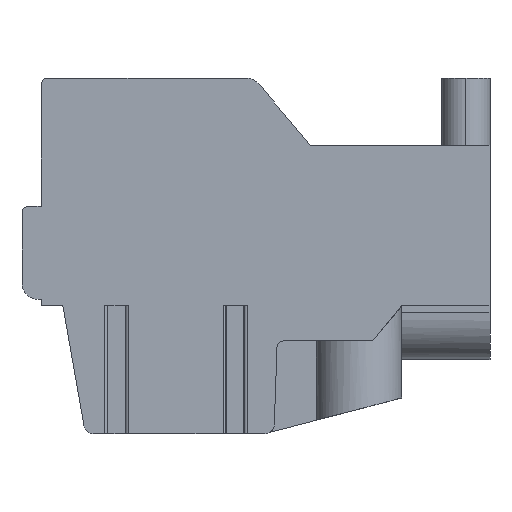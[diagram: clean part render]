
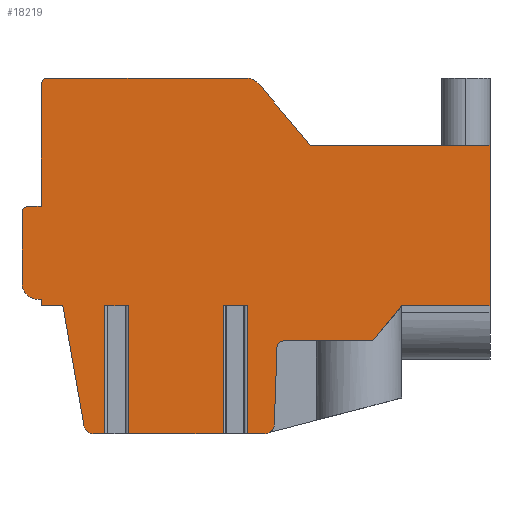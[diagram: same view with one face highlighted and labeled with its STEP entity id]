
A CAD part, front view. The second image highlights one B-rep face of the part: STEP entity #18219.
In plain terms, the highlighted planar face has unit normal (0, -1, 0).
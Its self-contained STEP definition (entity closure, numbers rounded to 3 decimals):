
#1=DIRECTION('',(1.,0.,0.));
#2=VECTOR('',#1,0.746);
#3=CARTESIAN_POINT('',(-12.023,0.,-7.186));
#4=LINE('',#3,#2);
#5=DIRECTION('',(0.,0.,-1.));
#6=VECTOR('',#5,4.);
#7=CARTESIAN_POINT('',(-12.023,0.,-7.186));
#8=LINE('',#7,#6);
#9=DIRECTION('',(-1.,0.,0.));
#10=VECTOR('',#9,0.348);
#11=CARTESIAN_POINT('',(-12.023,0.,-11.186));
#12=LINE('',#11,#10);
#13=CARTESIAN_POINT('',(-12.371,0.,-10.886));
#14=DIRECTION('',(0.,1.,0.));
#15=DIRECTION('',(0.,0.,-1.));
#16=AXIS2_PLACEMENT_3D('',#13,#14,#15);
#18=DIRECTION('',(-0.174,0.,0.985));
#19=VECTOR('',#18,3.81);
#20=CARTESIAN_POINT('',(-12.667,0.,-10.938));
#21=LINE('',#20,#19);
#22=DIRECTION('',(-1.,0.,0.));
#23=VECTOR('',#22,0.672);
#24=CARTESIAN_POINT('',(-13.328,0.,-7.186));
#25=LINE('',#24,#23);
#26=DIRECTION('',(0.,0.,1.));
#27=VECTOR('',#26,0.2);
#28=CARTESIAN_POINT('',(-14.,0.,-7.186));
#29=LINE('',#28,#27);
#30=DIRECTION('',(-1.,0.,0.));
#31=VECTOR('',#30,0.1);
#32=CARTESIAN_POINT('',(-14.,0.,-6.986));
#33=LINE('',#32,#31);
#34=CARTESIAN_POINT('',(-14.1,0.,-6.486));
#35=DIRECTION('',(0.,1.,0.));
#36=DIRECTION('',(0.,0.,-1.));
#37=AXIS2_PLACEMENT_3D('',#34,#35,#36);
#39=DIRECTION('',(0.,0.,1.));
#40=VECTOR('',#39,2.2);
#41=CARTESIAN_POINT('',(-14.6,0.,-6.486));
#42=LINE('',#41,#40);
#43=CARTESIAN_POINT('',(-14.4,0.,-4.286));
#44=DIRECTION('',(0.,1.,0.));
#45=DIRECTION('',(-1.,0.,0.));
#46=AXIS2_PLACEMENT_3D('',#43,#44,#45);
#48=DIRECTION('',(1.,0.,0.));
#49=VECTOR('',#48,0.4);
#50=CARTESIAN_POINT('',(-14.4,0.,-4.086));
#51=LINE('',#50,#49);
#52=DIRECTION('',(0.,0.,1.));
#53=VECTOR('',#52,3.8);
#54=CARTESIAN_POINT('',(-14.,0.,-4.086));
#55=LINE('',#54,#53);
#56=CARTESIAN_POINT('',(-13.8,0.,-0.286));
#57=DIRECTION('',(0.,1.,0.));
#58=DIRECTION('',(-1.,0.,0.));
#59=AXIS2_PLACEMENT_3D('',#56,#57,#58);
#61=DIRECTION('',(1.,0.,0.));
#62=VECTOR('',#61,6.205);
#63=CARTESIAN_POINT('',(-13.8,0.,-0.086));
#64=LINE('',#63,#62);
#65=CARTESIAN_POINT('',(-7.595,0.,-0.586));
#66=DIRECTION('',(0.,1.,0.));
#67=DIRECTION('',(0.,0.,1.));
#68=AXIS2_PLACEMENT_3D('',#65,#66,#67);
#70=DIRECTION('',(0.643,0.,-0.766));
#71=VECTOR('',#70,2.508);
#72=CARTESIAN_POINT('',(-7.212,0.,-0.264));
#73=LINE('',#72,#71);
#74=DIRECTION('',(1.,0.,0.));
#75=VECTOR('',#74,5.6);
#76=CARTESIAN_POINT('',(-5.6,0.,-2.186));
#77=LINE('',#76,#75);
#78=DIRECTION('',(0.,0.,-1.));
#79=VECTOR('',#78,5.);
#80=CARTESIAN_POINT('',(0.,0.,-2.186));
#81=LINE('',#80,#79);
#82=DIRECTION('',(-1.,0.,0.));
#83=VECTOR('',#82,2.75);
#84=CARTESIAN_POINT('',(0.,0.,-7.186));
#85=LINE('',#84,#83);
#86=DIRECTION('',(-0.635,0.,-0.773));
#87=VECTOR('',#86,1.423);
#88=CARTESIAN_POINT('',(-2.75,0.,-7.186));
#89=LINE('',#88,#87);
#90=DIRECTION('',(-1.,0.,0.));
#91=VECTOR('',#90,2.792);
#92=CARTESIAN_POINT('',(-3.653,0.,-8.286));
#93=LINE('',#92,#91);
#94=CARTESIAN_POINT('',(-6.445,0.,-8.486));
#95=DIRECTION('',(0.,-1.,0.));
#96=DIRECTION('',(0.,0.,1.));
#97=AXIS2_PLACEMENT_3D('',#94,#95,#96);
#99=DIRECTION('',(-0.035,0.,-0.999));
#100=VECTOR('',#99,2.419);
#101=CARTESIAN_POINT('',(-6.645,0.,-8.479));
#102=LINE('',#101,#100);
#103=CARTESIAN_POINT('',(-7.029,0.,-10.886));
#104=DIRECTION('',(0.,1.,0.));
#105=DIRECTION('',(0.999,0.,-0.035));
#106=AXIS2_PLACEMENT_3D('',#103,#104,#105);
#108=DIRECTION('',(-1.,0.,0.));
#109=VECTOR('',#108,0.547);
#110=CARTESIAN_POINT('',(-7.029,0.,-11.186));
#111=LINE('',#110,#109);
#112=DIRECTION('',(0.,0.,-1.));
#113=VECTOR('',#112,4.);
#114=CARTESIAN_POINT('',(-7.577,0.,-7.186));
#115=LINE('',#114,#113);
#116=DIRECTION('',(1.,0.,0.));
#117=VECTOR('',#116,0.746);
#118=CARTESIAN_POINT('',(-8.323,0.,-7.186));
#119=LINE('',#118,#117);
#120=DIRECTION('',(0.,0.,-1.));
#121=VECTOR('',#120,4.);
#122=CARTESIAN_POINT('',(-8.323,0.,-7.186));
#123=LINE('',#122,#121);
#124=DIRECTION('',(-1.,0.,0.));
#125=VECTOR('',#124,2.954);
#126=CARTESIAN_POINT('',(-8.323,0.,-11.186));
#127=LINE('',#126,#125);
#128=DIRECTION('',(0.,0.,-1.));
#129=VECTOR('',#128,4.);
#130=CARTESIAN_POINT('',(-11.277,0.,-7.186));
#131=LINE('',#130,#129);
#14257=CARTESIAN_POINT('',(-14.6,0.,-6.486));
#14258=CARTESIAN_POINT('',(-14.6,0.,-4.286));
#14259=VERTEX_POINT('',#14257);
#14260=VERTEX_POINT('',#14258);
#14261=CARTESIAN_POINT('',(-14.4,0.,-4.086));
#14262=VERTEX_POINT('',#14261);
#14263=CARTESIAN_POINT('',(-14.,0.,-4.086));
#14264=VERTEX_POINT('',#14263);
#14265=CARTESIAN_POINT('',(-14.,0.,-0.286));
#14266=VERTEX_POINT('',#14265);
#14267=CARTESIAN_POINT('',(-13.8,0.,-0.086));
#14268=VERTEX_POINT('',#14267);
#14269=CARTESIAN_POINT('',(-7.595,0.,-0.086));
#14270=VERTEX_POINT('',#14269);
#14271=CARTESIAN_POINT('',(-7.212,0.,-0.264));
#14272=VERTEX_POINT('',#14271);
#14273=CARTESIAN_POINT('',(-5.6,0.,-2.186));
#14274=VERTEX_POINT('',#14273);
#14275=CARTESIAN_POINT('',(0.,0.,-2.186));
#14276=VERTEX_POINT('',#14275);
#14277=CARTESIAN_POINT('',(0.,0.,-7.186));
#14278=VERTEX_POINT('',#14277);
#14279=CARTESIAN_POINT('',(-2.75,0.,-7.186));
#14280=VERTEX_POINT('',#14279);
#14281=CARTESIAN_POINT('',(-3.653,0.,-8.286));
#14282=VERTEX_POINT('',#14281);
#14283=CARTESIAN_POINT('',(-6.445,0.,-8.286));
#14284=VERTEX_POINT('',#14283);
#14285=CARTESIAN_POINT('',(-6.645,0.,-8.479));
#14286=VERTEX_POINT('',#14285);
#14287=CARTESIAN_POINT('',(-6.73,0.,-10.896));
#14288=VERTEX_POINT('',#14287);
#14289=CARTESIAN_POINT('',(-7.029,0.,-11.186));
#14290=VERTEX_POINT('',#14289);
#14291=CARTESIAN_POINT('',(-12.371,0.,-11.186));
#14292=CARTESIAN_POINT('',(-12.667,0.,-10.938));
#14293=VERTEX_POINT('',#14291);
#14294=VERTEX_POINT('',#14292);
#14295=CARTESIAN_POINT('',(-13.328,0.,-7.186));
#14296=VERTEX_POINT('',#14295);
#14297=CARTESIAN_POINT('',(-14.,0.,-7.186));
#14298=VERTEX_POINT('',#14297);
#14299=CARTESIAN_POINT('',(-14.,0.,-6.986));
#14300=VERTEX_POINT('',#14299);
#14301=CARTESIAN_POINT('',(-14.1,0.,-6.986));
#14302=VERTEX_POINT('',#14301);
#14748=CARTESIAN_POINT('',(-12.023,0.,-7.186));
#14749=CARTESIAN_POINT('',(-11.277,0.,-7.186));
#14750=VERTEX_POINT('',#14748);
#14751=VERTEX_POINT('',#14749);
#14752=CARTESIAN_POINT('',(-8.323,0.,-7.186));
#14753=CARTESIAN_POINT('',(-7.577,0.,-7.186));
#14754=VERTEX_POINT('',#14752);
#14755=VERTEX_POINT('',#14753);
#14756=CARTESIAN_POINT('',(-11.277,0.,-11.186));
#14757=VERTEX_POINT('',#14756);
#14758=CARTESIAN_POINT('',(-12.023,0.,-11.186));
#14759=VERTEX_POINT('',#14758);
#14760=CARTESIAN_POINT('',(-8.323,0.,-11.186));
#14761=VERTEX_POINT('',#14760);
#14762=CARTESIAN_POINT('',(-7.577,0.,-11.186));
#14763=VERTEX_POINT('',#14762);
#18150=CARTESIAN_POINT('',(0.,0.,0.));
#18151=DIRECTION('',(0.,1.,0.));
#18152=DIRECTION('',(1.,0.,0.));
#18153=AXIS2_PLACEMENT_3D('',#18150,#18151,#18152);
#18154=PLANE('',#18153);
#18156=ORIENTED_EDGE('',*,*,#18155,.F.);
#18158=ORIENTED_EDGE('',*,*,#18157,.T.);
#18160=ORIENTED_EDGE('',*,*,#18159,.T.);
#18162=ORIENTED_EDGE('',*,*,#18161,.T.);
#18164=ORIENTED_EDGE('',*,*,#18163,.T.);
#18166=ORIENTED_EDGE('',*,*,#18165,.T.);
#18168=ORIENTED_EDGE('',*,*,#18167,.T.);
#18170=ORIENTED_EDGE('',*,*,#18169,.T.);
#18172=ORIENTED_EDGE('',*,*,#18171,.T.);
#18174=ORIENTED_EDGE('',*,*,#18173,.T.);
#18176=ORIENTED_EDGE('',*,*,#18175,.T.);
#18178=ORIENTED_EDGE('',*,*,#18177,.T.);
#18180=ORIENTED_EDGE('',*,*,#18179,.T.);
#18182=ORIENTED_EDGE('',*,*,#18181,.T.);
#18184=ORIENTED_EDGE('',*,*,#18183,.T.);
#18186=ORIENTED_EDGE('',*,*,#18185,.T.);
#18188=ORIENTED_EDGE('',*,*,#18187,.T.);
#18190=ORIENTED_EDGE('',*,*,#18189,.T.);
#18192=ORIENTED_EDGE('',*,*,#18191,.T.);
#18194=ORIENTED_EDGE('',*,*,#18193,.T.);
#18196=ORIENTED_EDGE('',*,*,#18195,.T.);
#18198=ORIENTED_EDGE('',*,*,#18197,.T.);
#18200=ORIENTED_EDGE('',*,*,#18199,.T.);
#18202=ORIENTED_EDGE('',*,*,#18201,.T.);
#18204=ORIENTED_EDGE('',*,*,#18203,.T.);
#18206=ORIENTED_EDGE('',*,*,#18205,.T.);
#18208=ORIENTED_EDGE('',*,*,#18207,.F.);
#18210=ORIENTED_EDGE('',*,*,#18209,.F.);
#18212=ORIENTED_EDGE('',*,*,#18211,.T.);
#18214=ORIENTED_EDGE('',*,*,#18213,.T.);
#18216=ORIENTED_EDGE('',*,*,#18215,.F.);
#18217=EDGE_LOOP('',(#18156,#18158,#18160,#18162,#18164,#18166,#18168,#18170,
#18172,#18174,#18176,#18178,#18180,#18182,#18184,#18186,#18188,#18190,#18192,
#18194,#18196,#18198,#18200,#18202,#18204,#18206,#18208,#18210,#18212,#18214,
#18216));
#18218=FACE_OUTER_BOUND('',#18217,.F.);
#18219=ADVANCED_FACE('',(#18218),#18154,.F.);
#17=CIRCLE('',#16,0.3);
#38=CIRCLE('',#37,0.5);
#47=CIRCLE('',#46,0.2);
#60=CIRCLE('',#59,0.2);
#69=CIRCLE('',#68,0.5);
#98=CIRCLE('',#97,0.2);
#107=CIRCLE('',#106,0.3);
#18155=EDGE_CURVE('',#14750,#14751,#4,.T.);
#18157=EDGE_CURVE('',#14750,#14759,#8,.T.);
#18159=EDGE_CURVE('',#14759,#14293,#12,.T.);
#18161=EDGE_CURVE('',#14293,#14294,#17,.T.);
#18163=EDGE_CURVE('',#14294,#14296,#21,.T.);
#18165=EDGE_CURVE('',#14296,#14298,#25,.T.);
#18167=EDGE_CURVE('',#14298,#14300,#29,.T.);
#18169=EDGE_CURVE('',#14300,#14302,#33,.T.);
#18171=EDGE_CURVE('',#14302,#14259,#38,.T.);
#18173=EDGE_CURVE('',#14259,#14260,#42,.T.);
#18175=EDGE_CURVE('',#14260,#14262,#47,.T.);
#18177=EDGE_CURVE('',#14262,#14264,#51,.T.);
#18179=EDGE_CURVE('',#14264,#14266,#55,.T.);
#18181=EDGE_CURVE('',#14266,#14268,#60,.T.);
#18183=EDGE_CURVE('',#14268,#14270,#64,.T.);
#18185=EDGE_CURVE('',#14270,#14272,#69,.T.);
#18187=EDGE_CURVE('',#14272,#14274,#73,.T.);
#18189=EDGE_CURVE('',#14274,#14276,#77,.T.);
#18191=EDGE_CURVE('',#14276,#14278,#81,.T.);
#18193=EDGE_CURVE('',#14278,#14280,#85,.T.);
#18195=EDGE_CURVE('',#14280,#14282,#89,.T.);
#18197=EDGE_CURVE('',#14282,#14284,#93,.T.);
#18199=EDGE_CURVE('',#14284,#14286,#98,.T.);
#18201=EDGE_CURVE('',#14286,#14288,#102,.T.);
#18203=EDGE_CURVE('',#14288,#14290,#107,.T.);
#18205=EDGE_CURVE('',#14290,#14763,#111,.T.);
#18207=EDGE_CURVE('',#14755,#14763,#115,.T.);
#18209=EDGE_CURVE('',#14754,#14755,#119,.T.);
#18211=EDGE_CURVE('',#14754,#14761,#123,.T.);
#18213=EDGE_CURVE('',#14761,#14757,#127,.T.);
#18215=EDGE_CURVE('',#14751,#14757,#131,.T.);
